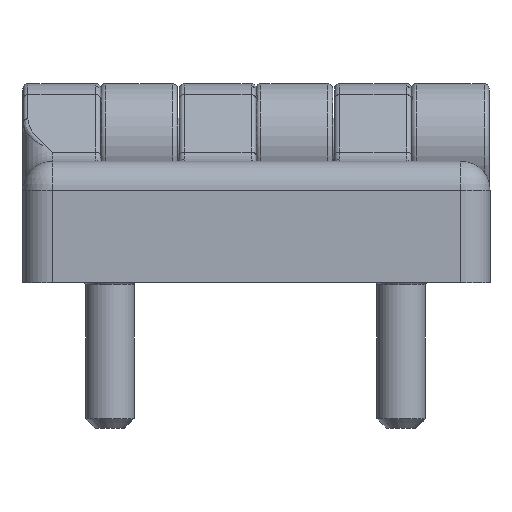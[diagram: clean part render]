
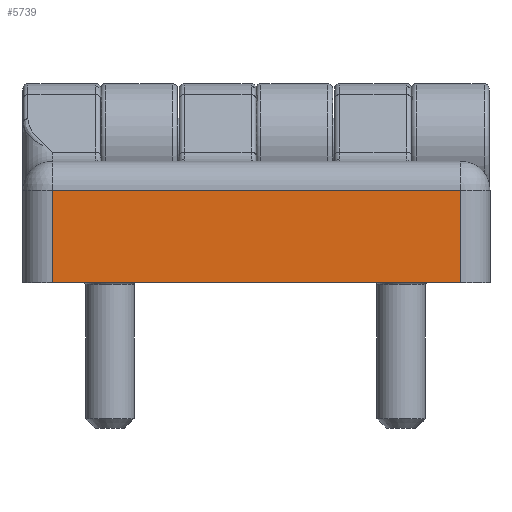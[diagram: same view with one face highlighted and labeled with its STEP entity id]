
A CAD part, front view. The second image highlights one B-rep face of the part: STEP entity #5739.
In plain terms, the highlighted planar face has unit normal (0, -1, 0).
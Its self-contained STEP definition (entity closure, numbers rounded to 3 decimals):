
#737=ORIENTED_EDGE('',*,*,#1847,.T.);
#738=ORIENTED_EDGE('',*,*,#1801,.T.);
#739=ORIENTED_EDGE('',*,*,#1845,.T.);
#740=ORIENTED_EDGE('',*,*,#1848,.F.);
#1801=EDGE_CURVE('',#2336,#2334,#2739,.T.);
#1845=EDGE_CURVE('',#2334,#2403,#2761,.T.);
#1847=EDGE_CURVE('',#2404,#2336,#2762,.F.);
#1848=EDGE_CURVE('',#2404,#2403,#2763,.T.);
#2334=VERTEX_POINT('',#7940);
#2336=VERTEX_POINT('',#7945);
#2403=VERTEX_POINT('',#8166);
#2404=VERTEX_POINT('',#8170);
#2739=LINE('',#8075,#3037);
#2761=LINE('',#8165,#3059);
#2762=LINE('',#8169,#3060);
#2763=LINE('',#8171,#3061);
#3037=VECTOR('',#6699,1000.);
#3059=VECTOR('',#6795,1000.);
#3060=VECTOR('',#6800,1000.);
#3061=VECTOR('',#6801,1000.);
#3328=EDGE_LOOP('',(#737,#738,#739,#740));
#3618=FACE_BOUND('',#3328,.T.);
#3872=PLANE('',#6064);
#5739=ADVANCED_FACE('',(#3618),#3872,.T.);
#6064=AXIS2_PLACEMENT_3D('',#8168,#6798,#6799);
#6699=DIRECTION('',(-1.,0.,0.));
#6795=DIRECTION('',(0.,0.,-1.));
#6798=DIRECTION('',(0.,-1.,0.));
#6799=DIRECTION('',(0.,0.,-1.));
#6800=DIRECTION('',(0.,0.,-1.));
#6801=DIRECTION('',(-1.,0.,0.));
#7940=CARTESIAN_POINT('',(-21.05,-8.5,9.5));
#7945=CARTESIAN_POINT('',(21.05,-8.5,9.5));
#8075=CARTESIAN_POINT('',(-21.05,-8.5,9.5));
#8165=CARTESIAN_POINT('',(-21.05,-8.5,12.5));
#8166=CARTESIAN_POINT('',(-21.05,-8.5,0.));
#8168=CARTESIAN_POINT('',(24.05,-8.5,12.5));
#8169=CARTESIAN_POINT('',(21.05,-8.5,12.5));
#8170=CARTESIAN_POINT('',(21.05,-8.5,0.));
#8171=CARTESIAN_POINT('',(24.05,-8.5,0.));
